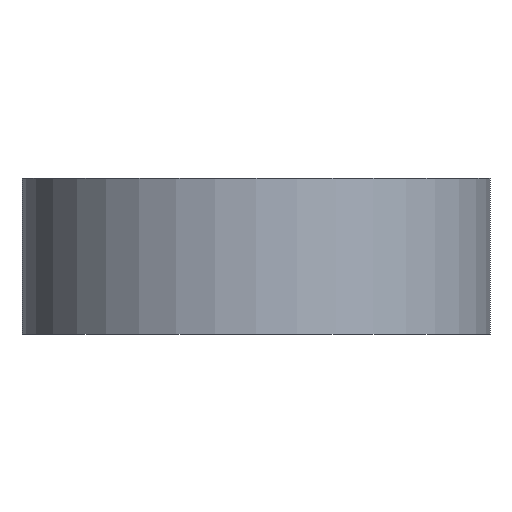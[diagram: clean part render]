
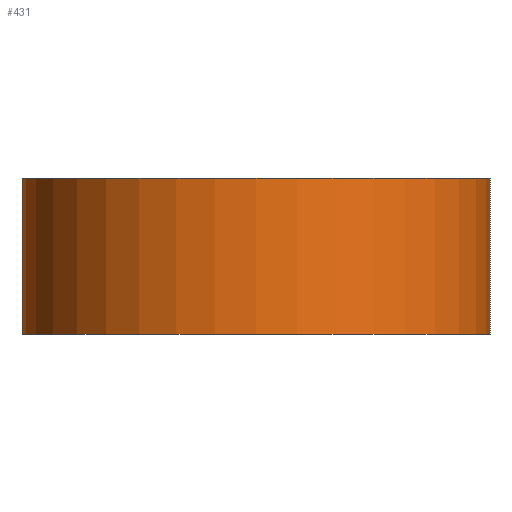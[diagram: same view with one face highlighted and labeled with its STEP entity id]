
A CAD part, front view. The second image highlights one B-rep face of the part: STEP entity #431.
In plain terms, the highlighted cylindrical face has radius 6 mm (diameter 12 mm), a partial arc.
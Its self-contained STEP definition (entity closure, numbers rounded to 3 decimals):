
#15 = ORIENTED_EDGE ( 'NONE', *, *, #452, .T. ) ;
#20 = CARTESIAN_POINT ( 'NONE',  ( 6., 0., 4. ) ) ;
#24 = ORIENTED_EDGE ( 'NONE', *, *, #90, .F. ) ;
#42 = CARTESIAN_POINT ( 'NONE',  ( 6., 0., 4. ) ) ;
#55 = CARTESIAN_POINT ( 'NONE',  ( 0., 0., 4. ) ) ;
#86 = CARTESIAN_POINT ( 'NONE',  ( 6., 0., 0. ) ) ;
#88 = CARTESIAN_POINT ( 'NONE',  ( -6., 0., 4. ) ) ;
#90 = EDGE_CURVE ( 'NONE', #480, #238, #358, .T. ) ;
#102 = AXIS2_PLACEMENT_3D ( 'NONE', #387, #179, #348 ) ;
#123 = DIRECTION ( 'NONE',  ( 0., 0., -1. ) ) ;
#127 = CARTESIAN_POINT ( 'NONE',  ( -6., 0., 0. ) ) ;
#128 = EDGE_LOOP ( 'NONE', ( #293, #24, #484, #15 ) ) ;
#139 = CARTESIAN_POINT ( 'NONE',  ( -6., 0., 4. ) ) ;
#143 = VECTOR ( 'NONE', #123, 1000. ) ;
#147 = LINE ( 'NONE', #20, #239 ) ;
#150 = AXIS2_PLACEMENT_3D ( 'NONE', #494, #457, #263 ) ;
#172 = EDGE_CURVE ( 'NONE', #238, #218, #147, .T. ) ;
#179 = DIRECTION ( 'NONE',  ( 0., 0., 1. ) ) ;
#218 = VERTEX_POINT ( 'NONE', #86 ) ;
#223 = AXIS2_PLACEMENT_3D ( 'NONE', #55, #301, #255 ) ;
#238 = VERTEX_POINT ( 'NONE', #42 ) ;
#239 = VECTOR ( 'NONE', #436, 1000. ) ;
#255 = DIRECTION ( 'NONE',  ( -1., 0., 0. ) ) ;
#263 = DIRECTION ( 'NONE',  ( 1., 0., 0. ) ) ;
#293 = ORIENTED_EDGE ( 'NONE', *, *, #172, .F. ) ;
#297 = VERTEX_POINT ( 'NONE', #127 ) ;
#299 = LINE ( 'NONE', #88, #143 ) ;
#301 = DIRECTION ( 'NONE',  ( 0., 0., -1. ) ) ;
#338 = FACE_OUTER_BOUND ( 'NONE', #128, .T. ) ;
#348 = DIRECTION ( 'NONE',  ( 1., 0., 0. ) ) ;
#358 = CIRCLE ( 'NONE', #102, 6. ) ;
#375 = CYLINDRICAL_SURFACE ( 'NONE', #223, 6. ) ;
#387 = CARTESIAN_POINT ( 'NONE',  ( 0., 0., 4. ) ) ;
#431 = ADVANCED_FACE ( 'NONE', ( #338 ), #375, .T. ) ;
#436 = DIRECTION ( 'NONE',  ( 0., 0., -1. ) ) ;
#452 = EDGE_CURVE ( 'NONE', #297, #218, #471, .T. ) ;
#457 = DIRECTION ( 'NONE',  ( 0., 0., 1. ) ) ;
#471 = CIRCLE ( 'NONE', #150, 6. ) ;
#480 = VERTEX_POINT ( 'NONE', #139 ) ;
#484 = ORIENTED_EDGE ( 'NONE', *, *, #516, .T. ) ;
#494 = CARTESIAN_POINT ( 'NONE',  ( 0., 0., 0. ) ) ;
#516 = EDGE_CURVE ( 'NONE', #480, #297, #299, .T. ) ;
